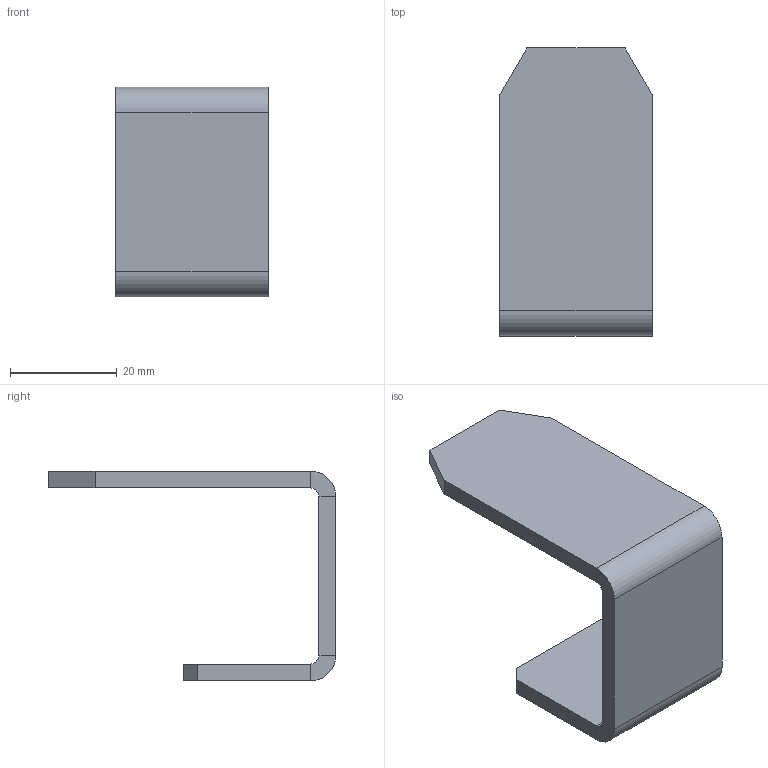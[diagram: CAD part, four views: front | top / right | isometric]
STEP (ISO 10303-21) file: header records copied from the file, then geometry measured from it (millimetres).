
FILE_DESCRIPTION (( 'STEP AP214' ), '1' );
FILE_NAME ('am-3586 Cryptobox Lower Clip.STEP', '2017-09-08T01:27:41', ( '' ), ( '' ), 'SwSTEP 2.0', 'SolidWorks 2017', '' );
FILE_SCHEMA (( 'AUTOMOTIVE_DESIGN' ));
Length unit declared in the file: inch
Products named in the file (2): am-3586 Cryptobox Lower Clip
Bounding box: 28.57 x 53.98 x 39.37 mm (x, y, z)
Volume: 10075.5 mm3; surface area: 7211.7 mm2
Topology: 1 solids, 1 shells, 26 faces, 56 edges, 32 vertices
Faces by surface type: plane 22, cylinder 4
Entity records: 735 total; most frequent: DIRECTION 120, CARTESIAN_POINT 116, ORIENTED_EDGE 112, EDGE_CURVE 56, VECTOR 48, LINE 48, AXIS2_PLACEMENT_3D 36, VERTEX_POINT 32
